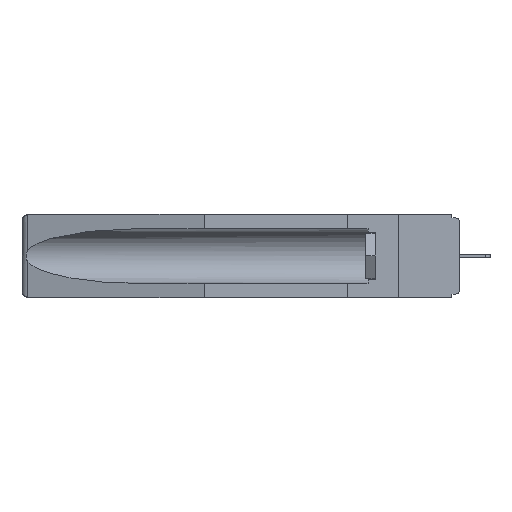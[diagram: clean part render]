
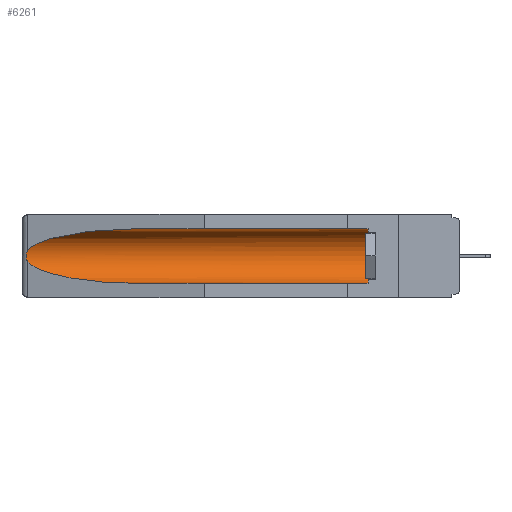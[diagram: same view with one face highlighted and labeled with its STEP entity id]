
A CAD part, left-side view. The second image highlights one B-rep face of the part: STEP entity #6261.
In plain terms, the highlighted cylindrical face has radius 2.857 mm (diameter 5.715 mm), a partial arc.
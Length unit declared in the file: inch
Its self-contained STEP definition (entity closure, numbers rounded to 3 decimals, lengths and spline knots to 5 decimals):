
#128 = CARTESIAN_POINT ( 'NONE',  ( 0.26537, 1.52718, -0.19328 ) ) ;
#242 = CARTESIAN_POINT ( 'NONE',  ( 0.26537, 1.52718, -0.19328 ) ) ;
#825 = CARTESIAN_POINT ( 'NONE',  ( 0.26537, 1.52718, -0.14972 ) ) ;
#1857 = FACE_OUTER_BOUND ( 'NONE', #4948, .T. ) ;
#2166 = CARTESIAN_POINT ( 'NONE',  ( 0.155, 1.07973, -0.284 ) ) ;
#2230 = CARTESIAN_POINT ( 'NONE',  ( 0.155, -0.30754, -0.284 ) ) ;
#2516 = VECTOR ( 'NONE', #12752, 39.37008 ) ;
#2835 = CARTESIAN_POINT ( 'NONE',  ( 0.155, 0.126, -0.284 ) ) ;
#3048 = EDGE_CURVE ( 'NONE', #18125, #5155, #5598, .T. ) ;
#3227 = EDGE_CURVE ( 'NONE', #5155, #15337, #18528, .T. ) ;
#3576 = ORIENTED_EDGE ( 'NONE', *, *, #18060, .T. ) ;
#3904 = CARTESIAN_POINT ( 'NONE',  ( 0.26537, 1.52718, -0.19328 ) ) ;
#4721 = ORIENTED_EDGE ( 'NONE', *, *, #3048, .T. ) ;
#4948 = EDGE_LOOP ( 'NONE', ( #9787, #3576, #14790, #10897, #4721, #5871 ) ) ;
#5155 = VERTEX_POINT ( 'NONE', #6104 ) ;
#5248 = CARTESIAN_POINT ( 'NONE',  ( 0.26654, 1.53092, -0.15636 ) ) ;
#5401 = VERTEX_POINT ( 'NONE', #6777 ) ;
#5559 = EDGE_CURVE ( 'NONE', #18125, #5401, #12555, .T. ) ;
#5598 = CIRCLE ( 'NONE', #7135, 0.1125 ) ;
#5871 = ORIENTED_EDGE ( 'NONE', *, *, #3227, .T. ) ;
#5909 =( BOUNDED_CURVE ( )  B_SPLINE_CURVE ( 3, ( #9711, #11230, #11324, #9988 ),
 .UNSPECIFIED., .F., .F. ) 
 B_SPLINE_CURVE_WITH_KNOTS ( ( 4, 4 ),
 ( 4.71239, 6.08839 ),
 .UNSPECIFIED. ) 
 CURVE ( )  GEOMETRIC_REPRESENTATION_ITEM ( )  RATIONAL_B_SPLINE_CURVE ( ( 1., 0.848, 0.848, 1. ) ) 
 REPRESENTATION_ITEM ( '' )  );
#6104 = CARTESIAN_POINT ( 'NONE',  ( 0.155, 0.126, -0.059 ) ) ;
#6261 = ADVANCED_FACE ( 'NONE', ( #1857 ), #6306, .F. ) ;
#6306 = CYLINDRICAL_SURFACE ( 'NONE', #18350, 0.1125 ) ;
#6505 = DIRECTION ( 'NONE',  ( 0., 0., 1. ) ) ;
#6636 = DIRECTION ( 'NONE',  ( 0., 1., 0. ) ) ;
#6777 = CARTESIAN_POINT ( 'NONE',  ( 0.155, 1.07973, -0.284 ) ) ;
#6978 = CARTESIAN_POINT ( 'NONE',  ( 0.25451, 1.48313, -0.24835 ) ) ;
#7135 = AXIS2_PLACEMENT_3D ( 'NONE', #15776, #11202, #17114 ) ;
#7280 = CARTESIAN_POINT ( 'NONE',  ( 0.155, 1.07973, -0.059 ) ) ;
#7952 = CARTESIAN_POINT ( 'NONE',  ( 0.155, -0.30754, -0.1715 ) ) ;
#9643 = CARTESIAN_POINT ( 'NONE',  ( 0.155, -0.30754, -0.059 ) ) ;
#9711 = CARTESIAN_POINT ( 'NONE',  ( 0.155, 1.07973, -0.059 ) ) ;
#9787 = ORIENTED_EDGE ( 'NONE', *, *, #11880, .T. ) ;
#9800 = CARTESIAN_POINT ( 'NONE',  ( 0.2675, 1.53308, -0.17534 ) ) ;
#9988 = CARTESIAN_POINT ( 'NONE',  ( 0.26537, 1.52718, -0.14972 ) ) ;
#10483 = VERTEX_POINT ( 'NONE', #10569 ) ;
#10529 = VECTOR ( 'NONE', #6636, 39.37008 ) ;
#10564 = EDGE_CURVE ( 'NONE', #11934, #5401, #16311, .T. ) ;
#10569 = CARTESIAN_POINT ( 'NONE',  ( 0.26537, 1.52718, -0.14972 ) ) ;
#10760 = DIRECTION ( 'NONE',  ( 0., 1., 0. ) ) ;
#10897 = ORIENTED_EDGE ( 'NONE', *, *, #5559, .F. ) ;
#11141 = CARTESIAN_POINT ( 'NONE',  ( 0.2675, 1.53308, -0.16763 ) ) ;
#11202 = DIRECTION ( 'NONE',  ( 0., -1., 0. ) ) ;
#11230 = CARTESIAN_POINT ( 'NONE',  ( 0.21114, 1.30732, -0.059 ) ) ;
#11324 = CARTESIAN_POINT ( 'NONE',  ( 0.25451, 1.48313, -0.09465 ) ) ;
#11334 = CARTESIAN_POINT ( 'NONE',  ( 0.2673, 1.53269, -0.17917 ) ) ;
#11582 = B_SPLINE_CURVE_WITH_KNOTS ( 'NONE', 3,
 ( #825, #12886, #5248, #17150, #11141, #9800, #11334, #12696, #17063, #3904 ),
 .UNSPECIFIED., .F., .F.,
 ( 4, 2, 2, 2, 4 ),
 ( 0., 0.00029, 0.00058, 0.00087, 0.00117 ),
 .UNSPECIFIED. ) ;
#11880 = EDGE_CURVE ( 'NONE', #15337, #10483, #5909, .T. ) ;
#11934 = VERTEX_POINT ( 'NONE', #128 ) ;
#12555 = LINE ( 'NONE', #2230, #2516 ) ;
#12696 = CARTESIAN_POINT ( 'NONE',  ( 0.26655, 1.53094, -0.18657 ) ) ;
#12752 = DIRECTION ( 'NONE',  ( 0., 1., 0. ) ) ;
#12886 = CARTESIAN_POINT ( 'NONE',  ( 0.26597, 1.52961, -0.15275 ) ) ;
#14050 = CARTESIAN_POINT ( 'NONE',  ( 0.21114, 1.30732, -0.284 ) ) ;
#14790 = ORIENTED_EDGE ( 'NONE', *, *, #10564, .T. ) ;
#15337 = VERTEX_POINT ( 'NONE', #7280 ) ;
#15776 = CARTESIAN_POINT ( 'NONE',  ( 0.155, 0.126, -0.1715 ) ) ;
#16311 =( BOUNDED_CURVE ( )  B_SPLINE_CURVE ( 3, ( #242, #6978, #14050, #2166 ),
 .UNSPECIFIED., .F., .F. ) 
 B_SPLINE_CURVE_WITH_KNOTS ( ( 4, 4 ),
 ( 0.1948, 1.5708 ),
 .UNSPECIFIED. ) 
 CURVE ( )  GEOMETRIC_REPRESENTATION_ITEM ( )  RATIONAL_B_SPLINE_CURVE ( ( 1., 0.848, 0.848, 1. ) ) 
 REPRESENTATION_ITEM ( '' )  );
#17063 = CARTESIAN_POINT ( 'NONE',  ( 0.26597, 1.5296, -0.19026 ) ) ;
#17114 = DIRECTION ( 'NONE',  ( 0., 0., 1. ) ) ;
#17150 = CARTESIAN_POINT ( 'NONE',  ( 0.2673, 1.5327, -0.16383 ) ) ;
#18060 = EDGE_CURVE ( 'NONE', #10483, #11934, #11582, .T. ) ;
#18125 = VERTEX_POINT ( 'NONE', #2835 ) ;
#18350 = AXIS2_PLACEMENT_3D ( 'NONE', #7952, #10760, #6505 ) ;
#18528 = LINE ( 'NONE', #9643, #10529 ) ;
